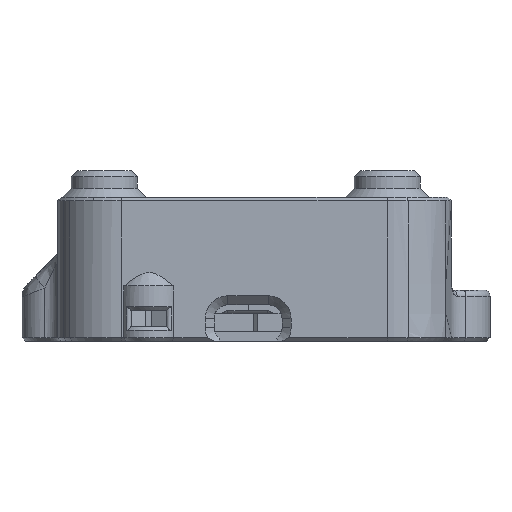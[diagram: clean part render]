
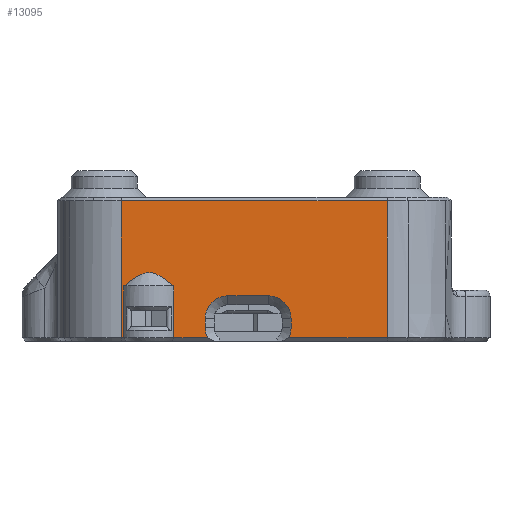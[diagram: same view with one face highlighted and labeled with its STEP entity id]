
A CAD part, left-side view. The second image highlights one B-rep face of the part: STEP entity #13095.
In plain terms, the highlighted planar face has unit normal (-1, 0.001, 0).
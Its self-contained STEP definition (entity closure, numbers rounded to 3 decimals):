
#44=(
BOUNDED_CURVE()
B_SPLINE_CURVE(2,(#33968,#33969,#33970,#33971),.UNSPECIFIED.,.F.,.F.)
B_SPLINE_CURVE_WITH_KNOTS((3,1,3),(2.702,6.4,9.805),
 .UNSPECIFIED.)
CURVE()
GEOMETRIC_REPRESENTATION_ITEM()
RATIONAL_B_SPLINE_CURVE((6.223,8.811,8.608,
6.223))
REPRESENTATION_ITEM('')
);
#230=PLANE('',#13960);
#841=FACE_OUTER_BOUND('',#1613,.T.);
#1613=EDGE_LOOP('',(#10228,#10229,#10230,#10231,#10232,#10233,#10234,#10235,
#10236,#10237,#10238,#10239,#10240,#10241,#10242,#10243));
#2163=CIRCLE('',#13961,3.795);
#2164=CIRCLE('',#13962,3.795);
#2165=CIRCLE('',#13963,3.795);
#2166=CIRCLE('',#13964,3.795);
#3604=LINE('',#33953,#4480);
#3605=LINE('',#33956,#4481);
#3606=LINE('',#33962,#4482);
#3607=LINE('',#33965,#4483);
#3609=LINE('',#33976,#4485);
#3610=LINE('',#33980,#4486);
#3611=LINE('',#33984,#4487);
#3612=LINE('',#33988,#4488);
#3613=LINE('',#33990,#4489);
#3614=LINE('',#33992,#4490);
#3615=LINE('',#33993,#4491);
#4480=VECTOR('',#15733,10.);
#4481=VECTOR('',#15736,10.);
#4482=VECTOR('',#15739,10.);
#4483=VECTOR('',#15742,10.);
#4485=VECTOR('',#15750,10.);
#4486=VECTOR('',#15753,10.);
#4487=VECTOR('',#15756,10.);
#4488=VECTOR('',#15759,10.);
#4489=VECTOR('',#15760,10.);
#4490=VECTOR('',#15761,10.);
#4491=VECTOR('',#15762,10.);
#5679=VERTEX_POINT('',#33942);
#5680=VERTEX_POINT('',#33946);
#5681=VERTEX_POINT('',#33952);
#5682=VERTEX_POINT('',#33954);
#5683=VERTEX_POINT('',#33958);
#5684=VERTEX_POINT('',#33964);
#5685=VERTEX_POINT('',#33973);
#5686=VERTEX_POINT('',#33975);
#5687=VERTEX_POINT('',#33977);
#5688=VERTEX_POINT('',#33979);
#5689=VERTEX_POINT('',#33981);
#5690=VERTEX_POINT('',#33983);
#5691=VERTEX_POINT('',#33985);
#5692=VERTEX_POINT('',#33987);
#5693=VERTEX_POINT('',#33989);
#5694=VERTEX_POINT('',#33991);
#7297=EDGE_CURVE('',#5681,#5679,#3604,.T.);
#7299=EDGE_CURVE('',#5680,#5682,#3605,.T.);
#7301=EDGE_CURVE('',#5683,#5679,#3606,.T.);
#7302=EDGE_CURVE('',#5680,#5684,#3607,.T.);
#7304=EDGE_CURVE('',#5682,#5681,#44,.F.);
#7305=EDGE_CURVE('',#5685,#5683,#2163,.T.);
#7306=EDGE_CURVE('',#5686,#5685,#3609,.T.);
#7307=EDGE_CURVE('',#5687,#5686,#2164,.T.);
#7308=EDGE_CURVE('',#5688,#5687,#3610,.T.);
#7309=EDGE_CURVE('',#5689,#5688,#2165,.T.);
#7310=EDGE_CURVE('',#5690,#5689,#3611,.T.);
#7311=EDGE_CURVE('',#5691,#5690,#2166,.T.);
#7312=EDGE_CURVE('',#5692,#5691,#3612,.T.);
#7313=EDGE_CURVE('',#5692,#5693,#3613,.T.);
#7314=EDGE_CURVE('',#5694,#5693,#3614,.T.);
#7315=EDGE_CURVE('',#5684,#5694,#3615,.T.);
#10228=ORIENTED_EDGE('',*,*,#7299,.T.);
#10229=ORIENTED_EDGE('',*,*,#7304,.T.);
#10230=ORIENTED_EDGE('',*,*,#7297,.T.);
#10231=ORIENTED_EDGE('',*,*,#7301,.F.);
#10232=ORIENTED_EDGE('',*,*,#7305,.F.);
#10233=ORIENTED_EDGE('',*,*,#7306,.F.);
#10234=ORIENTED_EDGE('',*,*,#7307,.F.);
#10235=ORIENTED_EDGE('',*,*,#7308,.F.);
#10236=ORIENTED_EDGE('',*,*,#7309,.F.);
#10237=ORIENTED_EDGE('',*,*,#7310,.F.);
#10238=ORIENTED_EDGE('',*,*,#7311,.F.);
#10239=ORIENTED_EDGE('',*,*,#7312,.F.);
#10240=ORIENTED_EDGE('',*,*,#7313,.T.);
#10241=ORIENTED_EDGE('',*,*,#7314,.F.);
#10242=ORIENTED_EDGE('',*,*,#7315,.F.);
#10243=ORIENTED_EDGE('',*,*,#7302,.F.);
#13095=ADVANCED_FACE('',(#841),#230,.F.);
#13960=AXIS2_PLACEMENT_3D('',#33972,#15746,#15747);
#13961=AXIS2_PLACEMENT_3D('',#33974,#15748,#15749);
#13962=AXIS2_PLACEMENT_3D('',#33978,#15751,#15752);
#13963=AXIS2_PLACEMENT_3D('',#33982,#15754,#15755);
#13964=AXIS2_PLACEMENT_3D('',#33986,#15757,#15758);
#15733=DIRECTION('',(0.,0.,-1.));
#15736=DIRECTION('',(0.,0.,1.));
#15739=DIRECTION('',(0.001,1.,0.));
#15742=DIRECTION('',(0.001,1.,0.));
#15746=DIRECTION('center_axis',(1.,-0.001,
0.));
#15747=DIRECTION('ref_axis',(0.001,1.,0.));
#15748=DIRECTION('center_axis',(-1.,0.001,
0.));
#15749=DIRECTION('ref_axis',(0.001,1.,0.));
#15750=DIRECTION('',(0.,0.,-1.));
#15751=DIRECTION('center_axis',(-1.,0.001,
0.));
#15752=DIRECTION('ref_axis',(0.,0.,
1.));
#15753=DIRECTION('',(0.001,1.,0.));
#15754=DIRECTION('center_axis',(-1.,0.001,
0.));
#15755=DIRECTION('ref_axis',(-0.001,-1.,0.));
#15756=DIRECTION('',(0.,0.,1.));
#15757=DIRECTION('center_axis',(-1.,0.001,
0.));
#15758=DIRECTION('ref_axis',(0.,0.,
-1.));
#15759=DIRECTION('',(0.001,1.,0.));
#15760=DIRECTION('',(0.,0.,1.));
#15761=DIRECTION('',(-0.001,-1.,0.));
#15762=DIRECTION('',(0.,0.,1.));
#33942=CARTESIAN_POINT('',(-39.831,13.832,0.6));
#33946=CARTESIAN_POINT('',(-39.826,22.145,0.6));
#33952=CARTESIAN_POINT('',(-39.831,13.832,9.214));
#33953=CARTESIAN_POINT('',(-39.831,13.832,3.9));
#33954=CARTESIAN_POINT('',(-39.826,22.145,9.214));
#33956=CARTESIAN_POINT('',(-39.826,22.145,0.));
#33958=CARTESIAN_POINT('',(-39.835,8.217,0.6));
#33962=CARTESIAN_POINT('',(-39.847,-10.65,0.6));
#33964=CARTESIAN_POINT('',(-39.826,22.556,0.6));
#33965=CARTESIAN_POINT('',(-39.847,-10.65,0.6));
#33968=CARTESIAN_POINT('Ctrl Pts',(-39.831,13.832,9.214));
#33969=CARTESIAN_POINT('Ctrl Pts',(-39.83,16.581,11.499));
#33970=CARTESIAN_POINT('Ctrl Pts',(-39.828,19.552,11.369));
#33971=CARTESIAN_POINT('Ctrl Pts',(-39.826,22.145,9.214));
#33972=CARTESIAN_POINT('Origin',(-39.854,-21.711,0.));
#33973=CARTESIAN_POINT('',(-39.835,8.616,2.295));
#33974=CARTESIAN_POINT('Origin',(-39.837,4.821,2.295));
#33975=CARTESIAN_POINT('',(-39.835,8.616,3.765));
#33976=CARTESIAN_POINT('',(-39.835,8.616,1.148));
#33977=CARTESIAN_POINT('',(-39.837,4.821,7.56));
#33978=CARTESIAN_POINT('Origin',(-39.837,4.821,3.765));
#33979=CARTESIAN_POINT('',(-39.841,-1.909,7.56));
#33980=CARTESIAN_POINT('',(-39.846,-8.445,7.56));
#33981=CARTESIAN_POINT('',(-39.844,-5.704,3.765));
#33982=CARTESIAN_POINT('Origin',(-39.841,-1.909,3.765));
#33983=CARTESIAN_POINT('',(-39.844,-5.704,2.295));
#33984=CARTESIAN_POINT('',(-39.844,-5.704,1.882));
#33985=CARTESIAN_POINT('',(-39.844,-5.305,0.6));
#33986=CARTESIAN_POINT('Origin',(-39.841,-1.909,2.295));
#33987=CARTESIAN_POINT('',(-39.854,-21.711,0.6));
#33988=CARTESIAN_POINT('',(-39.847,-10.65,0.6));
#33989=CARTESIAN_POINT('',(-39.854,-21.711,23.4));
#33990=CARTESIAN_POINT('',(-39.854,-21.711,0.));
#33991=CARTESIAN_POINT('',(-39.826,22.556,23.4));
#33992=CARTESIAN_POINT('',(-39.847,-10.65,23.4));
#33993=CARTESIAN_POINT('',(-39.826,22.556,0.));
